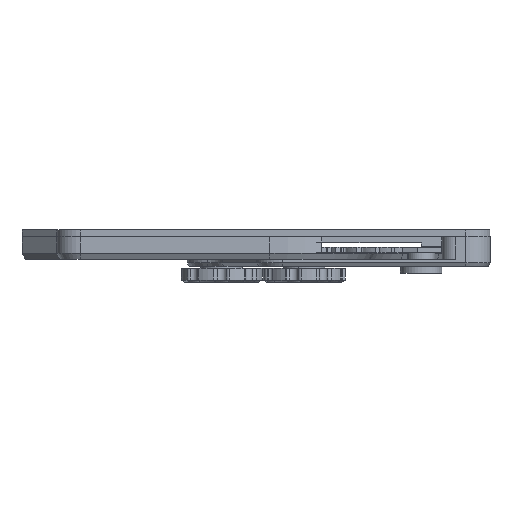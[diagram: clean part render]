
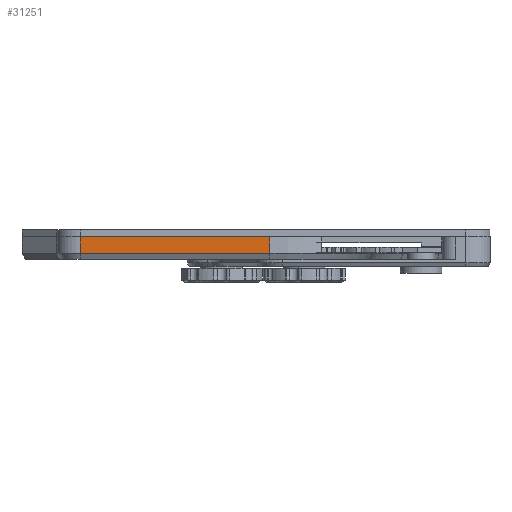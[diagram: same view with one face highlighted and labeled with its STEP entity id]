
A CAD part, front view. The second image highlights one B-rep face of the part: STEP entity #31251.
In plain terms, the highlighted planar face has unit normal (0, -1, 0).
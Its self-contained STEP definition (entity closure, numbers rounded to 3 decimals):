
#293 = ORIENTED_EDGE ( 'NONE', *, *, #11304, .F. ) ;
#707 = EDGE_CURVE ( 'NONE', #6020, #29326, #2379, .T. ) ;
#2271 = PLANE ( 'NONE',  #17713 ) ;
#2379 = LINE ( 'NONE', #24541, #25132 ) ;
#5710 = LINE ( 'NONE', #6339, #27335 ) ;
#5930 = CARTESIAN_POINT ( 'NONE',  ( -2., -45., 2.134 ) ) ;
#6020 = VERTEX_POINT ( 'NONE', #9739 ) ;
#6133 = ORIENTED_EDGE ( 'NONE', *, *, #707, .T. ) ;
#6199 = DIRECTION ( 'NONE',  ( -1., 0., 0. ) ) ;
#6339 = CARTESIAN_POINT ( 'NONE',  ( -2., -45., 3. ) ) ;
#6649 = VERTEX_POINT ( 'NONE', #25877 ) ;
#7260 = CARTESIAN_POINT ( 'NONE',  ( -25.5, -45., 3. ) ) ;
#7525 = LINE ( 'NONE', #27090, #24586 ) ;
#7606 = EDGE_LOOP ( 'NONE', ( #293, #6133, #15699, #10487 ) ) ;
#9739 = CARTESIAN_POINT ( 'NONE',  ( 25.5, -45., 2.134 ) ) ;
#10487 = ORIENTED_EDGE ( 'NONE', *, *, #17332, .F. ) ;
#11304 = EDGE_CURVE ( 'NONE', #6020, #6649, #7525, .T. ) ;
#13710 = EDGE_CURVE ( 'NONE', #29326, #13956, #5710, .T. ) ;
#13956 = VERTEX_POINT ( 'NONE', #31649 ) ;
#15689 = LINE ( 'NONE', #16151, #23180 ) ;
#15699 = ORIENTED_EDGE ( 'NONE', *, *, #13710, .T. ) ;
#16151 = CARTESIAN_POINT ( 'NONE',  ( 25.5, -45., -0.3 ) ) ;
#17332 = EDGE_CURVE ( 'NONE', #6649, #13956, #15689, .T. ) ;
#17713 = AXIS2_PLACEMENT_3D ( 'NONE', #7260, #21888, #31628 ) ;
#21839 = DIRECTION ( 'NONE',  ( -1., 0., 0. ) ) ;
#21888 = DIRECTION ( 'NONE',  ( 0., 1., 0. ) ) ;
#23180 = VECTOR ( 'NONE', #6199, 1000. ) ;
#24284 = FACE_OUTER_BOUND ( 'NONE', #7606, .T. ) ;
#24541 = CARTESIAN_POINT ( 'NONE',  ( -25.5, -45., 2.134 ) ) ;
#24586 = VECTOR ( 'NONE', #27255, 1000. ) ;
#25132 = VECTOR ( 'NONE', #21839, 1000. ) ;
#25877 = CARTESIAN_POINT ( 'NONE',  ( 25.5, -45., -0.3 ) ) ;
#27090 = CARTESIAN_POINT ( 'NONE',  ( 25.5, -45., 3. ) ) ;
#27255 = DIRECTION ( 'NONE',  ( 0., 0., -1. ) ) ;
#27335 = VECTOR ( 'NONE', #27999, 1000. ) ;
#27999 = DIRECTION ( 'NONE',  ( 0., 0., -1. ) ) ;
#29326 = VERTEX_POINT ( 'NONE', #5930 ) ;
#31251 = ADVANCED_FACE ( 'NONE', ( #24284 ), #2271, .F. ) ;
#31628 = DIRECTION ( 'NONE',  ( 0., 0., 1. ) ) ;
#31649 = CARTESIAN_POINT ( 'NONE',  ( -2., -45., -0.3 ) ) ;
